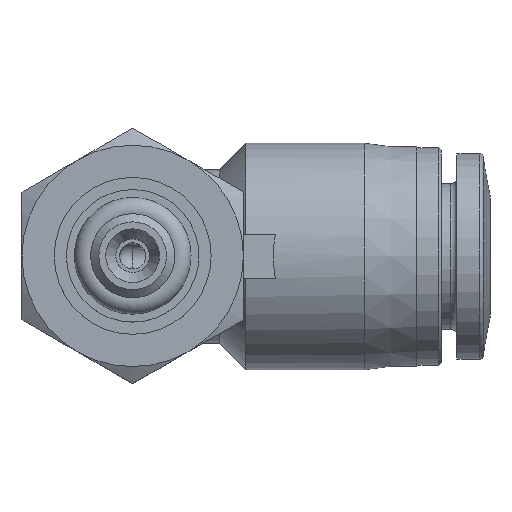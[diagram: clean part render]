
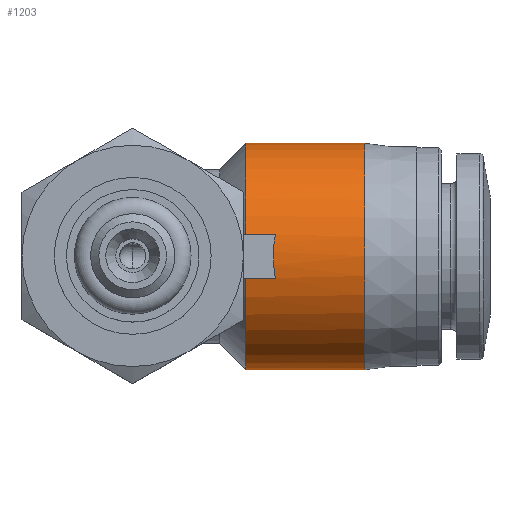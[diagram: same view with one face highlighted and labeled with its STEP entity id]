
A CAD part, top view. The second image highlights one B-rep face of the part: STEP entity #1203.
In plain terms, the highlighted cylindrical face has radius 6.5 mm (diameter 13 mm), a full revolution.
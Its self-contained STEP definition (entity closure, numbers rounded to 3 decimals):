
#47=LINE('',#1795,#59);
#49=LINE('',#1809,#61);
#59=VECTOR('',#1431,1000.);
#61=VECTOR('',#1435,1000.);
#73=ELLIPSE('',#1298,9.192,6.5);
#82=CYLINDRICAL_SURFACE('',#1305,6.5);
#120=CIRCLE('',#1304,6.5);
#121=CIRCLE('',#1306,6.5);
#257=ORIENTED_EDGE('',*,*,#412,.F.);
#258=ORIENTED_EDGE('',*,*,#391,.F.);
#259=ORIENTED_EDGE('',*,*,#408,.T.);
#260=ORIENTED_EDGE('',*,*,#395,.T.);
#261=ORIENTED_EDGE('',*,*,#411,.T.);
#391=EDGE_CURVE('',#476,#477,#47,.F.);
#395=EDGE_CURVE('',#479,#478,#49,.F.);
#408=EDGE_CURVE('',#476,#479,#73,.F.);
#411=EDGE_CURVE('',#478,#477,#120,.T.);
#412=EDGE_CURVE('',#491,#491,#121,.T.);
#476=VERTEX_POINT('',#1796);
#477=VERTEX_POINT('',#1797);
#478=VERTEX_POINT('',#1808);
#479=VERTEX_POINT('',#1810);
#491=VERTEX_POINT('',#1856);
#588=EDGE_LOOP('',(#257));
#589=EDGE_LOOP('',(#258,#259,#260,#261));
#681=FACE_BOUND('',#588,.T.);
#682=FACE_BOUND('',#589,.T.);
#1203=ADVANCED_FACE('',(#681,#682),#82,.T.);
#1298=AXIS2_PLACEMENT_3D('',#1847,#1485,#1486);
#1304=AXIS2_PLACEMENT_3D('',#1853,#1497,#1498);
#1305=AXIS2_PLACEMENT_3D('',#1854,#1499,#1500);
#1306=AXIS2_PLACEMENT_3D('',#1855,#1501,#1502);
#1431=DIRECTION('',(1.,0.,0.));
#1435=DIRECTION('',(1.,0.,0.));
#1485=DIRECTION('',(-0.707,0.,-0.707));
#1486=DIRECTION('',(0.707,0.,-0.707));
#1497=DIRECTION('',(1.,0.,0.));
#1498=DIRECTION('',(0.,0.,-1.));
#1499=DIRECTION('',(1.,0.,0.));
#1500=DIRECTION('',(0.,0.,-1.));
#1501=DIRECTION('',(1.,0.,0.));
#1502=DIRECTION('',(0.,0.,-1.));
#1795=CARTESIAN_POINT('',(20.5,1.25,6.379));
#1796=CARTESIAN_POINT('',(8.188,1.25,6.379));
#1797=CARTESIAN_POINT('',(6.5,1.25,6.379));
#1808=CARTESIAN_POINT('',(6.5,-1.25,6.379));
#1809=CARTESIAN_POINT('',(20.5,-1.25,6.379));
#1810=CARTESIAN_POINT('',(8.188,-1.25,6.379));
#1847=CARTESIAN_POINT('',(14.566,0.,0.));
#1853=CARTESIAN_POINT('',(6.5,0.,0.));
#1854=CARTESIAN_POINT('',(20.5,0.,0.));
#1855=CARTESIAN_POINT('',(13.3,0.,0.));
#1856=CARTESIAN_POINT('',(13.3,0.,-6.5));
